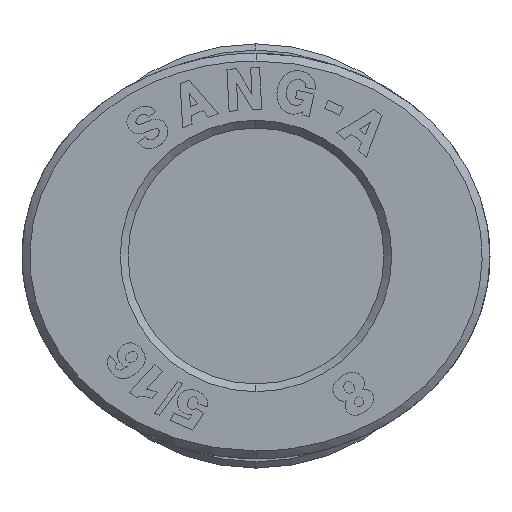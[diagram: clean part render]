
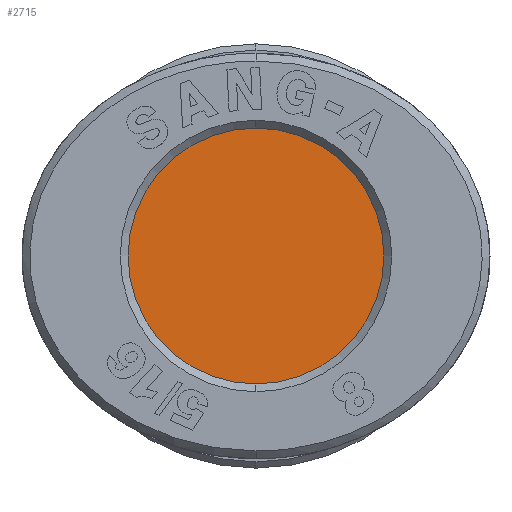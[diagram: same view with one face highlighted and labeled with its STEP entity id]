
A CAD part, left-side view. The second image highlights one B-rep face of the part: STEP entity #2715.
In plain terms, the highlighted planar face has unit normal (-1, 0, 0).
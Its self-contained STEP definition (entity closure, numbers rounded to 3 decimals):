
#1179 = EDGE_CURVE ( 'NONE', #12849, #2510, #6921, .T. ) ;
#1551 = DIRECTION ( 'NONE',  ( -1., 0., 0. ) ) ;
#1792 = AXIS2_PLACEMENT_3D ( 'NONE', #17806, #8936, #24304 ) ;
#2510 = VERTEX_POINT ( 'NONE', #27312 ) ;
#2715 = ADVANCED_FACE ( 'NONE', ( #22185 ), #4605, .F. ) ;
#2808 = AXIS2_PLACEMENT_3D ( 'NONE', #3812, #1551, #22866 ) ;
#3812 = CARTESIAN_POINT ( 'NONE',  ( -5.8, 0., 0. ) ) ;
#4056 = CARTESIAN_POINT ( 'NONE',  ( -5.8, 4.1, 0. ) ) ;
#4605 = PLANE ( 'NONE',  #1792 ) ;
#5598 = DIRECTION ( 'NONE',  ( -1., 0., 0. ) ) ;
#6921 = CIRCLE ( 'NONE', #2808, 4.1 ) ;
#7975 = DIRECTION ( 'NONE',  ( 0., 1., 0. ) ) ;
#8936 = DIRECTION ( 'NONE',  ( 1., 0., 0. ) ) ;
#12849 = VERTEX_POINT ( 'NONE', #4056 ) ;
#14158 = AXIS2_PLACEMENT_3D ( 'NONE', #14280, #5598, #7975 ) ;
#14280 = CARTESIAN_POINT ( 'NONE',  ( -5.8, 0., 0. ) ) ;
#14728 = ORIENTED_EDGE ( 'NONE', *, *, #1179, .T. ) ;
#17806 = CARTESIAN_POINT ( 'NONE',  ( -5.8, 0., 0. ) ) ;
#18718 = CIRCLE ( 'NONE', #14158, 4.1 ) ;
#21933 = EDGE_LOOP ( 'NONE', ( #14728, #22211 ) ) ;
#22185 = FACE_OUTER_BOUND ( 'NONE', #21933, .T. ) ;
#22211 = ORIENTED_EDGE ( 'NONE', *, *, #25376, .T. ) ;
#22866 = DIRECTION ( 'NONE',  ( 0., 1., 0. ) ) ;
#24304 = DIRECTION ( 'NONE',  ( 0., 0., -1. ) ) ;
#25376 = EDGE_CURVE ( 'NONE', #2510, #12849, #18718, .T. ) ;
#27312 = CARTESIAN_POINT ( 'NONE',  ( -5.8, -4.1, 0. ) ) ;
